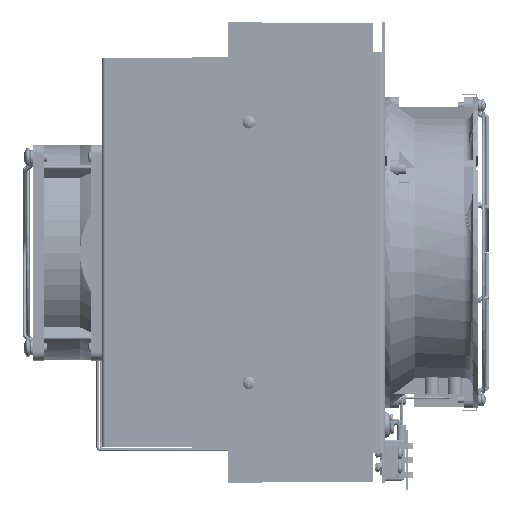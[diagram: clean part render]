
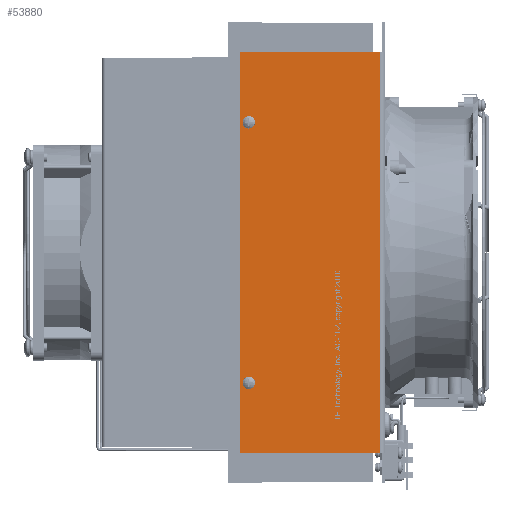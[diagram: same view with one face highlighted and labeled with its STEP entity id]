
A CAD part, left-side view. The second image highlights one B-rep face of the part: STEP entity #53880.
In plain terms, the highlighted face is planar.
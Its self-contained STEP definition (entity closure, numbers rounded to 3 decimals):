
#6739=VECTOR('',#63260,1.);
#6740=VECTOR('',#63261,1.);
#6741=VECTOR('',#63262,1.);
#6742=VECTOR('',#63263,1.);
#11263=LINE('',#75725,#6739);
#11264=LINE('',#75728,#6740);
#11265=LINE('',#75730,#6741);
#11266=LINE('',#75732,#6742);
#14606=PLANE('',#57013);
#17036=VERTEX_POINT('',#75650);
#17040=VERTEX_POINT('',#75659);
#17065=VERTEX_POINT('',#75726);
#17066=VERTEX_POINT('',#75727);
#17067=VERTEX_POINT('',#75729);
#17068=VERTEX_POINT('',#75731);
#20852=CIRCLE('',#56999,2.159);
#20856=CIRCLE('',#57004,2.159);
#24386=EDGE_CURVE('',#17036,#17036,#20852,.T.);
#24390=EDGE_CURVE('',#17040,#17040,#20856,.T.);
#24423=EDGE_CURVE('',#17065,#17066,#11263,.T.);
#24424=EDGE_CURVE('',#17067,#17065,#11264,.T.);
#24425=EDGE_CURVE('',#17068,#17067,#11265,.T.);
#24426=EDGE_CURVE('',#17066,#17068,#11266,.T.);
#34400=ORIENTED_EDGE('',*,*,#24386,.T.);
#34401=ORIENTED_EDGE('',*,*,#24390,.T.);
#34402=ORIENTED_EDGE('',*,*,#24423,.F.);
#34403=ORIENTED_EDGE('',*,*,#24424,.F.);
#34404=ORIENTED_EDGE('',*,*,#24425,.F.);
#34405=ORIENTED_EDGE('',*,*,#24426,.F.);
#46644=EDGE_LOOP('',(#34400));
#46645=EDGE_LOOP('',(#34401));
#46646=EDGE_LOOP('',(#34402,#34403,#34404,#34405));
#50413=FACE_BOUND('',#46644,.T.);
#50414=FACE_BOUND('',#46645,.T.);
#50415=FACE_BOUND('',#46646,.T.);
#53880=ADVANCED_FACE('',(#50413,#50414,#50415),#14606,.F.);
#56999=AXIS2_PLACEMENT_3D('',#75649,#63207,#63208);
#57004=AXIS2_PLACEMENT_3D('',#75658,#63217,#63218);
#57013=AXIS2_PLACEMENT_3D('',#75724,#63259,$);
#63207=DIRECTION('',(0.,1.,0.));
#63208=DIRECTION('',(0.,0.,-2.159));
#63217=DIRECTION('',(0.,1.,0.));
#63218=DIRECTION('',(0.,0.,-2.159));
#63259=DIRECTION('',(0.,1.,0.));
#63260=DIRECTION('',(-1.,0.,0.));
#63261=DIRECTION('',(0.,0.,-1.));
#63262=DIRECTION('',(1.,0.,0.));
#63263=DIRECTION('',(0.,0.,1.));
#75649=CARTESIAN_POINT('',(71.755,-87.96,75.26));
#75650=CARTESIAN_POINT('',(71.755,-87.96,73.101));
#75658=CARTESIAN_POINT('',(-71.755,-87.96,75.26));
#75659=CARTESIAN_POINT('',(-71.755,-87.96,73.101));
#75724=CARTESIAN_POINT('',(0.,-87.96,40.681));
#75725=CARTESIAN_POINT('',(0.,-87.96,3.2));
#75726=CARTESIAN_POINT('',(110.49,-87.96,3.2));
#75727=CARTESIAN_POINT('',(-110.49,-87.96,3.2));
#75728=CARTESIAN_POINT('',(110.49,-87.96,1.529));
#75729=CARTESIAN_POINT('',(110.49,-87.96,79.832));
#75730=CARTESIAN_POINT('',(110.49,-87.96,79.832));
#75731=CARTESIAN_POINT('',(-110.49,-87.96,79.832));
#75732=CARTESIAN_POINT('',(-110.49,-87.96,79.832));
